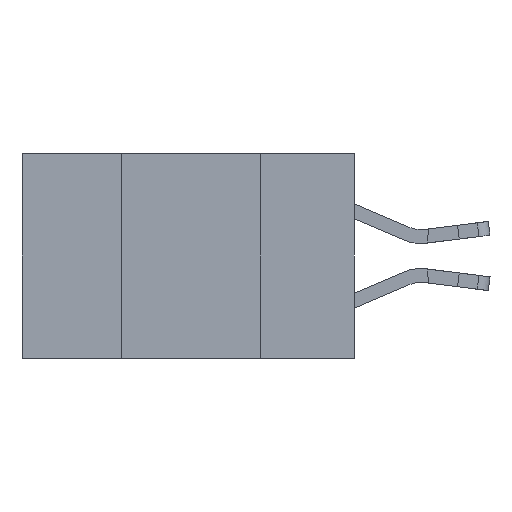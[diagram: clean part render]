
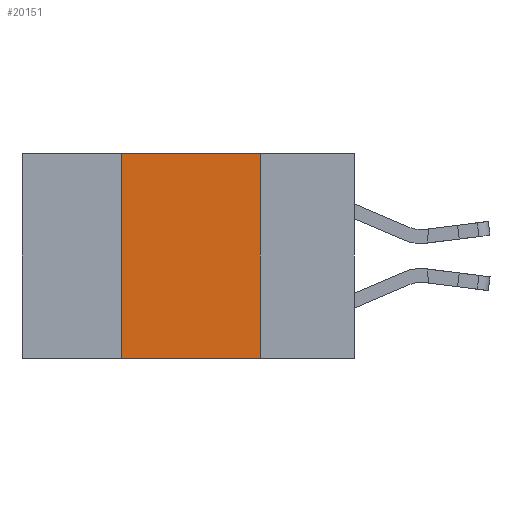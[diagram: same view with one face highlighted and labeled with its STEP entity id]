
A CAD part, left-side view. The second image highlights one B-rep face of the part: STEP entity #20151.
In plain terms, the highlighted planar face has unit normal (-1, 0, 0).
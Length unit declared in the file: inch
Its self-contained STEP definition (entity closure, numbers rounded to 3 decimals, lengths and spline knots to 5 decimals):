
#1379 = DIRECTION ( 'NONE',  ( 0., 0., -1. ) ) ;
#3245 = VERTEX_POINT ( 'NONE', #25275 ) ;
#5596 = VERTEX_POINT ( 'NONE', #14413 ) ;
#6300 = CARTESIAN_POINT ( 'NONE',  ( 0., 0.42, 0. ) ) ;
#6353 = CARTESIAN_POINT ( 'NONE',  ( 0., 0.6, 0. ) ) ;
#6803 = VECTOR ( 'NONE', #11240, 39.37008 ) ;
#7202 = VECTOR ( 'NONE', #1379, 39.37008 ) ;
#8066 = DIRECTION ( 'NONE',  ( 1., 0., 0. ) ) ;
#8327 = ORIENTED_EDGE ( 'NONE', *, *, #22905, .F. ) ;
#8369 = DIRECTION ( 'NONE',  ( 0., 0., 1. ) ) ;
#9149 = LINE ( 'NONE', #24010, #7202 ) ;
#9258 = CARTESIAN_POINT ( 'NONE',  ( 0., 0.6, -0.37 ) ) ;
#9753 = CARTESIAN_POINT ( 'NONE',  ( 0., 0.42, -0.37 ) ) ;
#10863 = ORIENTED_EDGE ( 'NONE', *, *, #22959, .T. ) ;
#11240 = DIRECTION ( 'NONE',  ( 0., -1., 0. ) ) ;
#12069 = FACE_OUTER_BOUND ( 'NONE', #25642, .T. ) ;
#12449 = EDGE_CURVE ( 'NONE', #17245, #5596, #21234, .T. ) ;
#13520 = LINE ( 'NONE', #9258, #6803 ) ;
#13814 = LINE ( 'NONE', #16631, #14796 ) ;
#14087 = AXIS2_PLACEMENT_3D ( 'NONE', #6353, #8066, #20626 ) ;
#14413 = CARTESIAN_POINT ( 'NONE',  ( 0., 0.42, 0. ) ) ;
#14673 = CARTESIAN_POINT ( 'NONE',  ( 0., 0.17, -0.37 ) ) ;
#14796 = VECTOR ( 'NONE', #18718, 39.37008 ) ;
#15482 = ORIENTED_EDGE ( 'NONE', *, *, #17265, .F. ) ;
#15501 = VECTOR ( 'NONE', #8369, 39.37008 ) ;
#16631 = CARTESIAN_POINT ( 'NONE',  ( 0., 0.6, 0. ) ) ;
#17245 = VERTEX_POINT ( 'NONE', #9753 ) ;
#17265 = EDGE_CURVE ( 'NONE', #3245, #26232, #9149, .T. ) ;
#17271 = ORIENTED_EDGE ( 'NONE', *, *, #12449, .F. ) ;
#18718 = DIRECTION ( 'NONE',  ( 0., -1., 0. ) ) ;
#20151 = ADVANCED_FACE ( 'NONE', ( #12069 ), #20188, .F. ) ;
#20188 = PLANE ( 'NONE',  #14087 ) ;
#20626 = DIRECTION ( 'NONE',  ( 0., 0., -1. ) ) ;
#21234 = LINE ( 'NONE', #6300, #15501 ) ;
#22905 = EDGE_CURVE ( 'NONE', #5596, #3245, #13814, .T. ) ;
#22959 = EDGE_CURVE ( 'NONE', #17245, #26232, #13520, .T. ) ;
#24010 = CARTESIAN_POINT ( 'NONE',  ( 0., 0.17, 0. ) ) ;
#25275 = CARTESIAN_POINT ( 'NONE',  ( 0., 0.17, 0. ) ) ;
#25642 = EDGE_LOOP ( 'NONE', ( #15482, #8327, #17271, #10863 ) ) ;
#26232 = VERTEX_POINT ( 'NONE', #14673 ) ;
